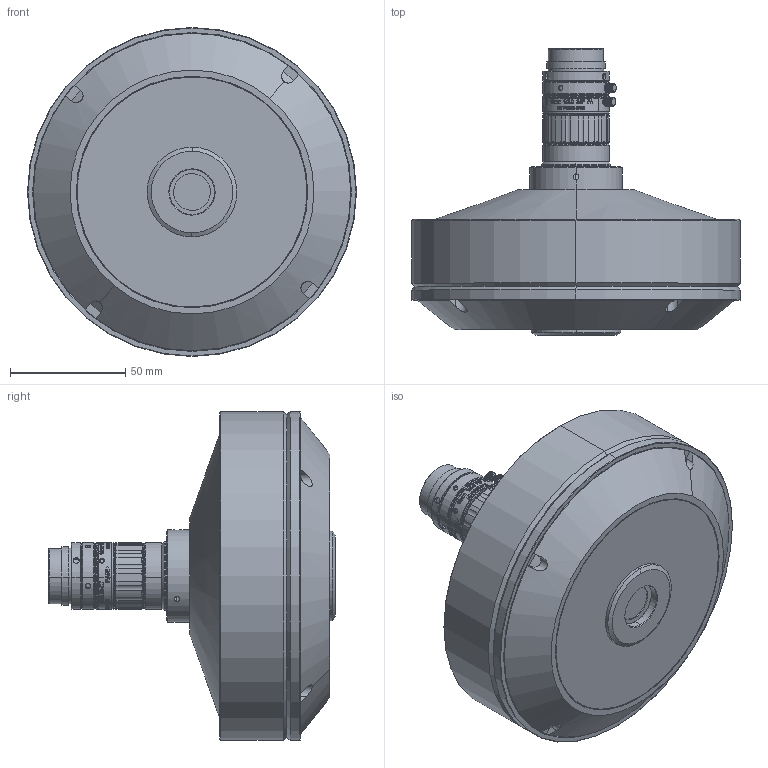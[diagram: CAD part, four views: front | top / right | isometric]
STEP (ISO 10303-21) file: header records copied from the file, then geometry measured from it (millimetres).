
FILE_DESCRIPTION (( 'STEP AP203' ), '1' );
FILE_NAME ('PRO230-C270-230-S16.STEP', '2023-03-20T09:05:29', ( '' ), ( '' ), 'SwSTEP 2.0', 'SolidWorks 2017', '' );
FILE_SCHEMA (( 'CONFIG_CONTROL_DESIGN' ));
Products named in the file (1): PRO230-C270-230-S16
Bounding box: 143 x 124.4 x 143 mm (x, y, z)
Volume: 826416.9 mm3; surface area: 75116.6 mm2
Topology: 1 solids, 5 shells, 5236 faces, 15296 edges, 10196 vertices
Faces by surface type: plane 4536, cylinder 398, bspline 155, cone 143, torus 4
Entity records: 197600 total; most frequent: CARTESIAN_POINT 84242, ORIENTED_EDGE 30572, EDGE_CURVE 15286, DIRECTION 13094, B_SPLINE_CURVE_WITH_KNOTS 12761, VERTEX_POINT 10196, AXIS2_PLACEMENT_3D 5492, EDGE_LOOP 5384
